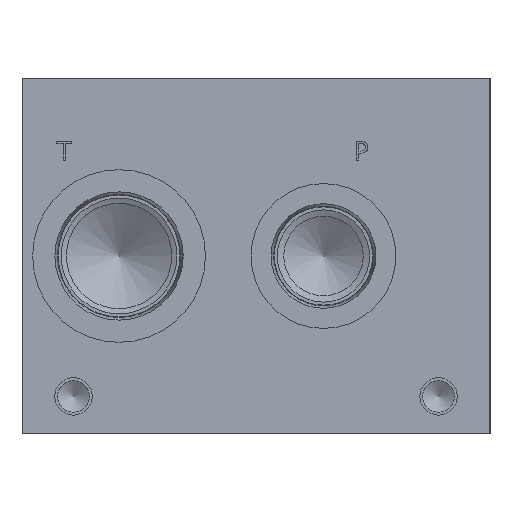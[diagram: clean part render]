
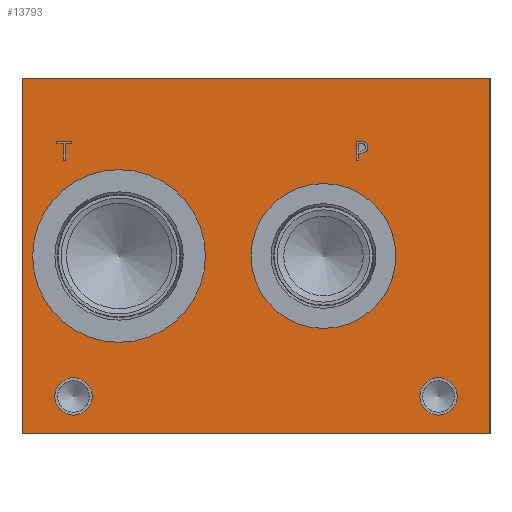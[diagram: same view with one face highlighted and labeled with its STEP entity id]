
A CAD part, left-side view. The second image highlights one B-rep face of the part: STEP entity #13793.
In plain terms, the highlighted planar face has unit normal (-1, 0, 0).
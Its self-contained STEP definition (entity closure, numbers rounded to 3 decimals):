
#212=CIRCLE('',#14555,29.286);
#213=CIRCLE('',#14556,29.286);
#214=CIRCLE('',#14557,24.562);
#215=CIRCLE('',#14558,24.562);
#216=CIRCLE('',#14559,6.35);
#217=CIRCLE('',#14560,6.35);
#218=CIRCLE('',#14561,6.35);
#219=CIRCLE('',#14562,6.35);
#601=FACE_BOUND('',#1951,.T.);
#602=FACE_BOUND('',#1952,.T.);
#603=FACE_BOUND('',#1953,.T.);
#604=FACE_BOUND('',#1954,.T.);
#605=FACE_BOUND('',#1955,.T.);
#606=FACE_BOUND('',#1956,.T.);
#753=PLANE('',#14554);
#1187=FACE_OUTER_BOUND('',#1950,.T.);
#1950=EDGE_LOOP('',(#9325,#9326,#9327,#9328));
#1951=EDGE_LOOP('',(#9329,#9330));
#1952=EDGE_LOOP('',(#9331,#9332));
#1953=EDGE_LOOP('',(#9333,#9334));
#1954=EDGE_LOOP('',(#9335,#9336));
#1955=EDGE_LOOP('',(#9337,#9338,#9339,#9340,#9341,#9342,#9343,#9344));
#1956=EDGE_LOOP('',(#9345,#9346,#9347,#9348,#9349,#9350,#9351,#9352,#9353));
#2861=LINE('',#19242,#4179);
#2864=LINE('',#19248,#4182);
#2867=LINE('',#19254,#4185);
#2870=LINE('',#19260,#4188);
#2873=LINE('',#19266,#4191);
#2877=LINE('',#19309,#4195);
#2878=LINE('',#19311,#4196);
#2879=LINE('',#19313,#4197);
#2880=LINE('',#19314,#4198);
#2881=LINE('',#19333,#4199);
#2882=LINE('',#19335,#4200);
#2883=LINE('',#19337,#4201);
#2884=LINE('',#19339,#4202);
#2885=LINE('',#19341,#4203);
#2886=LINE('',#19343,#4204);
#2887=LINE('',#19345,#4205);
#2888=LINE('',#19346,#4206);
#4179=VECTOR('',#15655,10.);
#4182=VECTOR('',#15660,10.);
#4185=VECTOR('',#15665,10.);
#4188=VECTOR('',#15670,10.);
#4191=VECTOR('',#15675,10.);
#4195=VECTOR('',#15683,10.);
#4196=VECTOR('',#15684,10.);
#4197=VECTOR('',#15685,10.);
#4198=VECTOR('',#15686,10.);
#4199=VECTOR('',#15703,10.);
#4200=VECTOR('',#15704,10.);
#4201=VECTOR('',#15705,10.);
#4202=VECTOR('',#15706,10.);
#4203=VECTOR('',#15707,10.);
#4204=VECTOR('',#15708,10.);
#4205=VECTOR('',#15709,10.);
#4206=VECTOR('',#15710,10.);
#5445=B_SPLINE_CURVE_WITH_KNOTS('',2,(#19209,#19210,#19211,#19212),
 .UNSPECIFIED.,.F.,.F.,(3,1,3),(0.,1.,2.),.UNSPECIFIED.);
#5447=B_SPLINE_CURVE_WITH_KNOTS('',2,(#19230,#19231,#19232,#19233),
 .UNSPECIFIED.,.F.,.F.,(3,1,3),(0.,1.,2.),.UNSPECIFIED.);
#5449=B_SPLINE_CURVE_WITH_KNOTS('',2,(#19279,#19280,#19281,#19282),
 .UNSPECIFIED.,.F.,.F.,(3,1,3),(0.,1.,2.),.UNSPECIFIED.);
#5451=B_SPLINE_CURVE_WITH_KNOTS('',2,(#19297,#19298,#19299,#19300),
 .UNSPECIFIED.,.F.,.F.,(3,1,3),(0.,1.,2.),.UNSPECIFIED.);
#5789=VERTEX_POINT('',#19207);
#5790=VERTEX_POINT('',#19208);
#5793=VERTEX_POINT('',#19229);
#5795=VERTEX_POINT('',#19241);
#5797=VERTEX_POINT('',#19247);
#5799=VERTEX_POINT('',#19253);
#5801=VERTEX_POINT('',#19259);
#5803=VERTEX_POINT('',#19265);
#5805=VERTEX_POINT('',#19278);
#5807=VERTEX_POINT('',#19307);
#5808=VERTEX_POINT('',#19308);
#5809=VERTEX_POINT('',#19310);
#5810=VERTEX_POINT('',#19312);
#5811=VERTEX_POINT('',#19315);
#5812=VERTEX_POINT('',#19316);
#5813=VERTEX_POINT('',#19319);
#5814=VERTEX_POINT('',#19320);
#5815=VERTEX_POINT('',#19323);
#5816=VERTEX_POINT('',#19324);
#5817=VERTEX_POINT('',#19327);
#5818=VERTEX_POINT('',#19328);
#5819=VERTEX_POINT('',#19331);
#5820=VERTEX_POINT('',#19332);
#5821=VERTEX_POINT('',#19334);
#5822=VERTEX_POINT('',#19336);
#5823=VERTEX_POINT('',#19338);
#5824=VERTEX_POINT('',#19340);
#5825=VERTEX_POINT('',#19342);
#5826=VERTEX_POINT('',#19344);
#7200=EDGE_CURVE('',#5789,#5790,#5445,.T.);
#7204=EDGE_CURVE('',#5793,#5789,#5447,.T.);
#7207=EDGE_CURVE('',#5795,#5793,#2861,.T.);
#7210=EDGE_CURVE('',#5797,#5795,#2864,.T.);
#7213=EDGE_CURVE('',#5799,#5797,#2867,.T.);
#7216=EDGE_CURVE('',#5801,#5799,#2870,.T.);
#7219=EDGE_CURVE('',#5803,#5801,#2873,.T.);
#7222=EDGE_CURVE('',#5805,#5803,#5449,.T.);
#7225=EDGE_CURVE('',#5790,#5805,#5451,.T.);
#7227=EDGE_CURVE('',#5807,#5808,#2877,.T.);
#7228=EDGE_CURVE('',#5808,#5809,#2878,.T.);
#7229=EDGE_CURVE('',#5810,#5809,#2879,.T.);
#7230=EDGE_CURVE('',#5807,#5810,#2880,.T.);
#7231=EDGE_CURVE('',#5811,#5812,#212,.T.);
#7232=EDGE_CURVE('',#5812,#5811,#213,.T.);
#7233=EDGE_CURVE('',#5813,#5814,#214,.T.);
#7234=EDGE_CURVE('',#5814,#5813,#215,.T.);
#7235=EDGE_CURVE('',#5815,#5816,#216,.T.);
#7236=EDGE_CURVE('',#5816,#5815,#217,.T.);
#7237=EDGE_CURVE('',#5817,#5818,#218,.T.);
#7238=EDGE_CURVE('',#5818,#5817,#219,.T.);
#7239=EDGE_CURVE('',#5819,#5820,#2881,.T.);
#7240=EDGE_CURVE('',#5820,#5821,#2882,.T.);
#7241=EDGE_CURVE('',#5821,#5822,#2883,.T.);
#7242=EDGE_CURVE('',#5822,#5823,#2884,.T.);
#7243=EDGE_CURVE('',#5823,#5824,#2885,.T.);
#7244=EDGE_CURVE('',#5824,#5825,#2886,.T.);
#7245=EDGE_CURVE('',#5825,#5826,#2887,.T.);
#7246=EDGE_CURVE('',#5826,#5819,#2888,.T.);
#9325=ORIENTED_EDGE('',*,*,#7227,.T.);
#9326=ORIENTED_EDGE('',*,*,#7228,.T.);
#9327=ORIENTED_EDGE('',*,*,#7229,.F.);
#9328=ORIENTED_EDGE('',*,*,#7230,.F.);
#9329=ORIENTED_EDGE('',*,*,#7231,.T.);
#9330=ORIENTED_EDGE('',*,*,#7232,.T.);
#9331=ORIENTED_EDGE('',*,*,#7233,.T.);
#9332=ORIENTED_EDGE('',*,*,#7234,.T.);
#9333=ORIENTED_EDGE('',*,*,#7235,.T.);
#9334=ORIENTED_EDGE('',*,*,#7236,.T.);
#9335=ORIENTED_EDGE('',*,*,#7237,.T.);
#9336=ORIENTED_EDGE('',*,*,#7238,.T.);
#9337=ORIENTED_EDGE('',*,*,#7239,.T.);
#9338=ORIENTED_EDGE('',*,*,#7240,.T.);
#9339=ORIENTED_EDGE('',*,*,#7241,.T.);
#9340=ORIENTED_EDGE('',*,*,#7242,.T.);
#9341=ORIENTED_EDGE('',*,*,#7243,.T.);
#9342=ORIENTED_EDGE('',*,*,#7244,.T.);
#9343=ORIENTED_EDGE('',*,*,#7245,.T.);
#9344=ORIENTED_EDGE('',*,*,#7246,.T.);
#9345=ORIENTED_EDGE('',*,*,#7200,.T.);
#9346=ORIENTED_EDGE('',*,*,#7225,.T.);
#9347=ORIENTED_EDGE('',*,*,#7222,.T.);
#9348=ORIENTED_EDGE('',*,*,#7219,.T.);
#9349=ORIENTED_EDGE('',*,*,#7216,.T.);
#9350=ORIENTED_EDGE('',*,*,#7213,.T.);
#9351=ORIENTED_EDGE('',*,*,#7210,.T.);
#9352=ORIENTED_EDGE('',*,*,#7207,.T.);
#9353=ORIENTED_EDGE('',*,*,#7204,.T.);
#13793=ADVANCED_FACE('',(#1187,#601,#602,#603,#604,#605,#606),#753,.T.);
#14554=AXIS2_PLACEMENT_3D('',#19306,#15681,#15682);
#14555=AXIS2_PLACEMENT_3D('',#19317,#15687,#15688);
#14556=AXIS2_PLACEMENT_3D('',#19318,#15689,#15690);
#14557=AXIS2_PLACEMENT_3D('',#19321,#15691,#15692);
#14558=AXIS2_PLACEMENT_3D('',#19322,#15693,#15694);
#14559=AXIS2_PLACEMENT_3D('',#19325,#15695,#15696);
#14560=AXIS2_PLACEMENT_3D('',#19326,#15697,#15698);
#14561=AXIS2_PLACEMENT_3D('',#19329,#15699,#15700);
#14562=AXIS2_PLACEMENT_3D('',#19330,#15701,#15702);
#15655=DIRECTION('',(0.,-1.,0.));
#15660=DIRECTION('',(0.,0.,1.));
#15665=DIRECTION('',(0.,1.,0.));
#15670=DIRECTION('',(0.,0.,-1.));
#15675=DIRECTION('',(0.,1.,0.));
#15681=DIRECTION('center_axis',(-1.,0.,0.));
#15682=DIRECTION('ref_axis',(0.,-1.,0.));
#15683=DIRECTION('',(0.,-1.,0.));
#15684=DIRECTION('',(0.,0.,1.));
#15685=DIRECTION('',(0.,-1.,0.));
#15686=DIRECTION('',(0.,0.,1.));
#15687=DIRECTION('center_axis',(1.,0.,0.));
#15688=DIRECTION('ref_axis',(0.,0.,1.));
#15689=DIRECTION('center_axis',(1.,0.,0.));
#15690=DIRECTION('ref_axis',(0.,0.,1.));
#15691=DIRECTION('center_axis',(1.,0.,0.));
#15692=DIRECTION('ref_axis',(0.,0.,1.));
#15693=DIRECTION('center_axis',(1.,0.,0.));
#15694=DIRECTION('ref_axis',(0.,0.,1.));
#15695=DIRECTION('center_axis',(1.,0.,0.));
#15696=DIRECTION('ref_axis',(0.,1.,0.));
#15697=DIRECTION('center_axis',(1.,0.,0.));
#15698=DIRECTION('ref_axis',(0.,1.,0.));
#15699=DIRECTION('center_axis',(1.,0.,0.));
#15700=DIRECTION('ref_axis',(0.,1.,0.));
#15701=DIRECTION('center_axis',(1.,0.,0.));
#15702=DIRECTION('ref_axis',(0.,1.,0.));
#15703=DIRECTION('',(0.,1.,0.));
#15704=DIRECTION('',(0.,0.,1.));
#15705=DIRECTION('',(0.,1.,0.));
#15706=DIRECTION('',(0.,0.,1.));
#15707=DIRECTION('',(0.,-1.,0.));
#15708=DIRECTION('',(0.,0.,-1.));
#15709=DIRECTION('',(0.,1.,0.));
#15710=DIRECTION('',(0.,0.,-1.));
#19207=CARTESIAN_POINT('',(0.,42.175,98.791));
#19208=CARTESIAN_POINT('',(0.,41.419,97.273));
#19209=CARTESIAN_POINT('Ctrl Pts',(0.,42.175,98.791));
#19210=CARTESIAN_POINT('Ctrl Pts',(0.,41.82,98.549));
#19211=CARTESIAN_POINT('Ctrl Pts',(0.,41.419,97.803));
#19212=CARTESIAN_POINT('Ctrl Pts',(0.,41.419,97.273));
#19229=CARTESIAN_POINT('',(0.,43.837,99.187));
#19230=CARTESIAN_POINT('Ctrl Pts',(0.,43.837,99.187));
#19231=CARTESIAN_POINT('Ctrl Pts',(0.,43.271,99.187));
#19232=CARTESIAN_POINT('Ctrl Pts',(0.,42.479,99.002));
#19233=CARTESIAN_POINT('Ctrl Pts',(0.,42.175,98.791));
#19241=CARTESIAN_POINT('',(0.,45.432,99.187));
#19242=CARTESIAN_POINT('',(0.,102.091,99.187));
#19247=CARTESIAN_POINT('',(0.,45.432,92.837));
#19248=CARTESIAN_POINT('',(0.,45.432,46.418));
#19253=CARTESIAN_POINT('',(0.,44.588,92.837));
#19254=CARTESIAN_POINT('',(0.,101.669,92.837));
#19259=CARTESIAN_POINT('',(0.,44.588,95.204));
#19260=CARTESIAN_POINT('',(0.,44.588,47.602));
#19265=CARTESIAN_POINT('',(0.,43.873,95.204));
#19266=CARTESIAN_POINT('',(0.,101.312,95.204));
#19278=CARTESIAN_POINT('',(0.,41.974,95.863));
#19279=CARTESIAN_POINT('Ctrl Pts',(0.,41.974,95.863));
#19280=CARTESIAN_POINT('Ctrl Pts',(0.,42.304,95.539));
#19281=CARTESIAN_POINT('Ctrl Pts',(0.,43.194,95.204));
#19282=CARTESIAN_POINT('Ctrl Pts',(0.,43.873,95.204));
#19297=CARTESIAN_POINT('Ctrl Pts',(0.,41.419,97.273));
#19298=CARTESIAN_POINT('Ctrl Pts',(0.,41.419,96.861));
#19299=CARTESIAN_POINT('Ctrl Pts',(0.,41.712,96.12));
#19300=CARTESIAN_POINT('Ctrl Pts',(0.,41.974,95.863));
#19306=CARTESIAN_POINT('Origin',(0.,158.75,0.));
#19307=CARTESIAN_POINT('',(0.,158.75,0.));
#19308=CARTESIAN_POINT('',(0.,0.,0.));
#19309=CARTESIAN_POINT('',(0.,158.75,0.));
#19310=CARTESIAN_POINT('',(0.,0.,120.65));
#19311=CARTESIAN_POINT('',(0.,0.,0.));
#19312=CARTESIAN_POINT('',(0.,158.75,120.65));
#19313=CARTESIAN_POINT('',(0.,158.75,120.65));
#19314=CARTESIAN_POINT('',(0.,158.75,0.));
#19315=CARTESIAN_POINT('',(0.,125.832,89.611));
#19316=CARTESIAN_POINT('',(0.,125.832,31.039));
#19317=CARTESIAN_POINT('Origin',(0.,125.832,60.325));
#19318=CARTESIAN_POINT('Origin',(0.,125.832,60.325));
#19319=CARTESIAN_POINT('',(0.,56.49,84.887));
#19320=CARTESIAN_POINT('',(0.,56.49,35.763));
#19321=CARTESIAN_POINT('Origin',(0.,56.49,60.325));
#19322=CARTESIAN_POINT('Origin',(0.,56.49,60.325));
#19323=CARTESIAN_POINT('',(0.,147.625,12.7));
#19324=CARTESIAN_POINT('',(0.,134.925,12.7));
#19325=CARTESIAN_POINT('Origin',(0.,141.275,12.7));
#19326=CARTESIAN_POINT('Origin',(0.,141.275,12.7));
#19327=CARTESIAN_POINT('',(0.,23.8,12.7));
#19328=CARTESIAN_POINT('',(0.,11.1,12.7));
#19329=CARTESIAN_POINT('Origin',(0.,17.45,12.7));
#19330=CARTESIAN_POINT('Origin',(0.,17.45,12.7));
#19331=CARTESIAN_POINT('',(0.,143.944,92.837));
#19332=CARTESIAN_POINT('',(0.,144.788,92.837));
#19333=CARTESIAN_POINT('',(0.,151.347,92.837));
#19334=CARTESIAN_POINT('',(0.,144.788,98.436));
#19335=CARTESIAN_POINT('',(0.,144.788,46.419));
#19336=CARTESIAN_POINT('',(0.,146.919,98.436));
#19337=CARTESIAN_POINT('',(0.,151.769,98.436));
#19338=CARTESIAN_POINT('',(0.,146.919,99.187));
#19339=CARTESIAN_POINT('',(0.,146.919,49.218));
#19340=CARTESIAN_POINT('',(0.,141.814,99.187));
#19341=CARTESIAN_POINT('',(0.,152.834,99.187));
#19342=CARTESIAN_POINT('',(0.,141.814,98.436));
#19343=CARTESIAN_POINT('',(0.,141.814,49.593));
#19344=CARTESIAN_POINT('',(0.,143.944,98.436));
#19345=CARTESIAN_POINT('',(0.,150.282,98.436));
#19346=CARTESIAN_POINT('',(0.,143.944,49.218));
